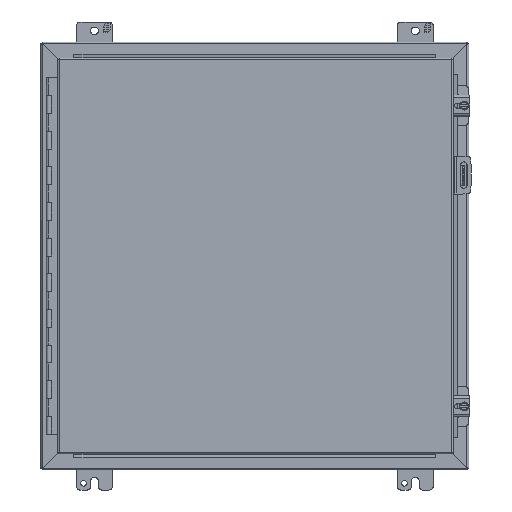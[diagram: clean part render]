
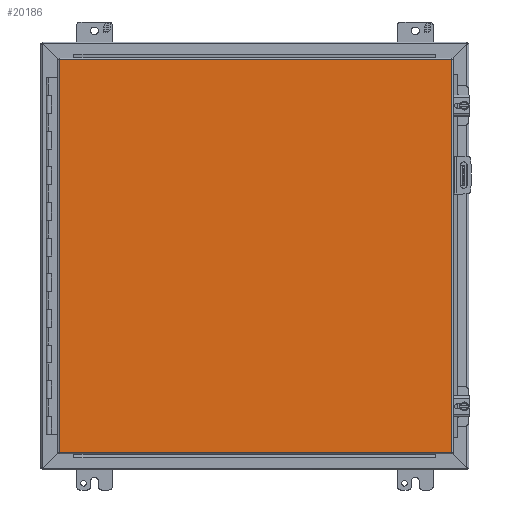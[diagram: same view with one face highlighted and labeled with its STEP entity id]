
A CAD part, front view. The second image highlights one B-rep face of the part: STEP entity #20186.
In plain terms, the highlighted planar face has unit normal (0, -1, 0).
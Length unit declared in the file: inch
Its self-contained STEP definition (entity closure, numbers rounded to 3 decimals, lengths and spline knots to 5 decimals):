
#323 = FACE_OUTER_BOUND ( 'NONE', #23453, .T. ) ;
#512 = VERTEX_POINT ( 'NONE', #17187 ) ;
#778 = VERTEX_POINT ( 'NONE', #14840 ) ;
#5626 = LINE ( 'NONE', #40123, #19006 ) ;
#8312 = DIRECTION ( 'NONE',  ( 0., 0., -1. ) ) ;
#9625 = DIRECTION ( 'NONE',  ( 0., 0., 1. ) ) ;
#10561 = DIRECTION ( 'NONE',  ( 1., 0., 0. ) ) ;
#12506 = EDGE_CURVE ( 'NONE', #778, #37038, #23865, .T. ) ;
#12774 = AXIS2_PLACEMENT_3D ( 'NONE', #49144, #15133, #22182 ) ;
#14840 = CARTESIAN_POINT ( 'NONE',  ( -10.98426, -7.18504, 11.02376 ) ) ;
#15133 = DIRECTION ( 'NONE',  ( 0., -1., 0. ) ) ;
#15619 = CARTESIAN_POINT ( 'NONE',  ( -10.98426, -7.18504, -11.02376 ) ) ;
#17019 = EDGE_CURVE ( 'NONE', #512, #778, #24138, .T. ) ;
#17187 = CARTESIAN_POINT ( 'NONE',  ( 11.04626, -7.18504, 11.02376 ) ) ;
#19006 = VECTOR ( 'NONE', #9625, 39.37008 ) ;
#20186 = ADVANCED_FACE ( 'NONE', ( #323 ), #26152, .T. ) ;
#20384 = CARTESIAN_POINT ( 'NONE',  ( -10.98426, -7.18504, 11.02376 ) ) ;
#20607 = CARTESIAN_POINT ( 'NONE',  ( -10.98426, -7.18504, -11.02376 ) ) ;
#22182 = DIRECTION ( 'NONE',  ( 1., 0., 0. ) ) ;
#23453 = EDGE_LOOP ( 'NONE', ( #47356, #30483, #45575, #27869 ) ) ;
#23865 = LINE ( 'NONE', #20607, #45248 ) ;
#24138 = LINE ( 'NONE', #20384, #24647 ) ;
#24647 = VECTOR ( 'NONE', #42812, 39.37008 ) ;
#26152 = PLANE ( 'NONE',  #12774 ) ;
#27866 = VECTOR ( 'NONE', #10561, 39.37008 ) ;
#27869 = ORIENTED_EDGE ( 'NONE', *, *, #41090, .T. ) ;
#30483 = ORIENTED_EDGE ( 'NONE', *, *, #12506, .T. ) ;
#32568 = EDGE_CURVE ( 'NONE', #37038, #36348, #34065, .T. ) ;
#34065 = LINE ( 'NONE', #49347, #27866 ) ;
#36348 = VERTEX_POINT ( 'NONE', #43754 ) ;
#37038 = VERTEX_POINT ( 'NONE', #15619 ) ;
#40123 = CARTESIAN_POINT ( 'NONE',  ( 11.04626, -7.18504, 11.02376 ) ) ;
#41090 = EDGE_CURVE ( 'NONE', #36348, #512, #5626, .T. ) ;
#42812 = DIRECTION ( 'NONE',  ( -1., 0., 0. ) ) ;
#43754 = CARTESIAN_POINT ( 'NONE',  ( 11.04626, -7.18504, -11.02376 ) ) ;
#45248 = VECTOR ( 'NONE', #8312, 39.37008 ) ;
#45575 = ORIENTED_EDGE ( 'NONE', *, *, #32568, .T. ) ;
#47356 = ORIENTED_EDGE ( 'NONE', *, *, #17019, .T. ) ;
#49144 = CARTESIAN_POINT ( 'NONE',  ( -10.98426, -7.18504, -11.02376 ) ) ;
#49347 = CARTESIAN_POINT ( 'NONE',  ( 11.04626, -7.18504, -11.02376 ) ) ;
